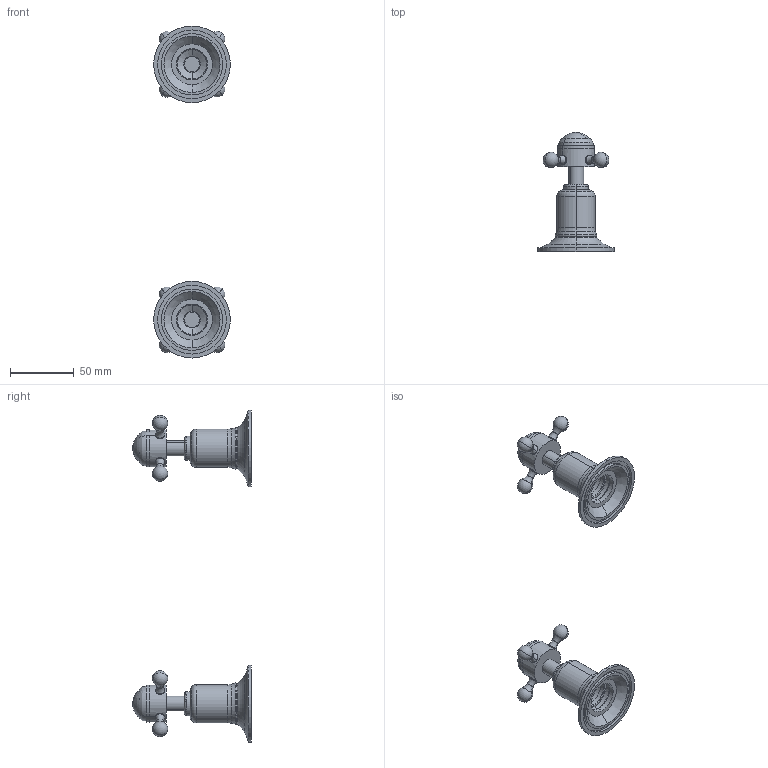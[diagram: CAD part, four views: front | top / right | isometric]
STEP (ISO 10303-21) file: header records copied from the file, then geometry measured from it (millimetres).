
FILE_DESCRIPTION((''),'2;1');
FILE_NAME('76095_ASM','2018-08-07T',('MQ'),(''),'PRO/ENGINEER BY PARAMETRIC TECHNOLOGY CORPORATION, 2012130','PRO/ENGINEER BY PARAMETRIC TECHNOLOGY CORPORATION, 2012130','');
FILE_SCHEMA(('CONFIG_CONTROL_DESIGN'));
Length unit declared in the file: millimetre
Products named in the file (13): MANIFOLD_SOLID_BREP_172_1; MANIFOLD_SOLID_BREP_174_1; MANIFOLD_SOLID_BREP_175_1; MANIFOLD_SOLID_BREP_176_1; MANIFOLD_SOLID_BREP_177_1; MANIFOLD_SOLID_BREP_178_1; MANIFOLD_SOLID_BREP_179_1; MANIFOLD_SOLID_BREP_180_1; MANIFOLD_SOLID_BREP_181_1; MANIFOLD_SOLID_BREP_184_1; ADMI2EE448WI_ASM_1_ASM; 0602-LI_ASM_1_ASM; 76095_ASM
Assembly tree (12 placements, depth 4):
  76095_ASM
    0602-LI_ASM_1_ASM
      ADMI2EE448WI_ASM_1_ASM
        MANIFOLD_SOLID_BREP_172_1
        MANIFOLD_SOLID_BREP_174_1
        MANIFOLD_SOLID_BREP_175_1
        MANIFOLD_SOLID_BREP_176_1
        MANIFOLD_SOLID_BREP_177_1
        MANIFOLD_SOLID_BREP_178_1
        MANIFOLD_SOLID_BREP_179_1
        MANIFOLD_SOLID_BREP_180_1
        MANIFOLD_SOLID_BREP_181_1
        MANIFOLD_SOLID_BREP_184_1
Bounding box: 60 x 93 x 260 mm (x, y, z)
Volume: 75948 mm3; surface area: 47366.5 mm2
Topology: 10 solids, 10 shells, 230 faces, 494 edges, 288 vertices
Faces by surface type: cylinder 76, torus 72, plane 38, cone 20, sphere 20, bspline 4
Entity records: 6845 total; most frequent: CARTESIAN_POINT 1380, DIRECTION 1340, ORIENTED_EDGE 948, AXIS2_PLACEMENT_3D 620, EDGE_CURVE 474, CIRCLE 358, VERTEX_POINT 288, EDGE_LOOP 262
